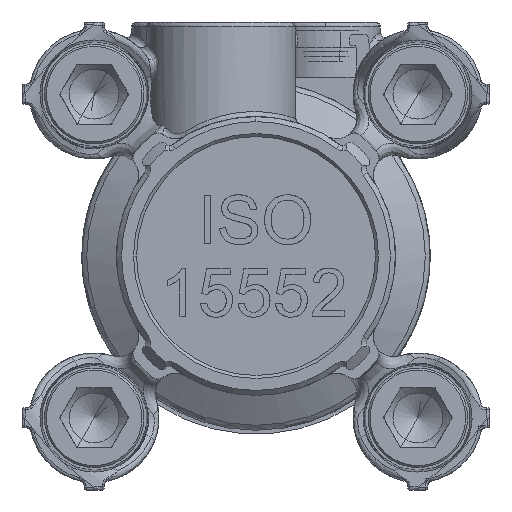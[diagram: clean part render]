
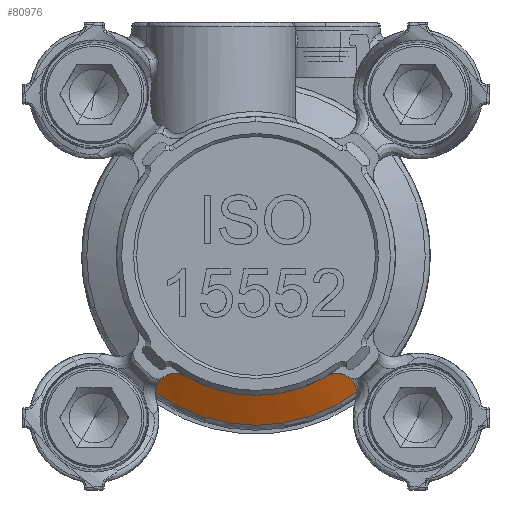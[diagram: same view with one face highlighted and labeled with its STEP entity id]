
A CAD part, front view. The second image highlights one B-rep face of the part: STEP entity #80976.
In plain terms, the highlighted conical face has half-angle 60 degrees and reference radius 17 mm.
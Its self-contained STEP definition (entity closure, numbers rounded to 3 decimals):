
#735 = CARTESIAN_POINT ( 'NONE',  ( 9.969, 21.016, -13.025 ) ) ;
#1672 = CARTESIAN_POINT ( 'NONE',  ( -9.722, 20.733, -12.596 ) ) ;
#2250 = CARTESIAN_POINT ( 'NONE',  ( 9.644, 20.644, -12.463 ) ) ;
#4271 = VERTEX_POINT ( 'NONE', #31276 ) ;
#7345 = CARTESIAN_POINT ( 'NONE',  ( -8.111, 19.808, -11.789 ) ) ;
#7896 = ORIENTED_EDGE ( 'NONE', *, *, #21762, .T. ) ;
#8388 = CARTESIAN_POINT ( 'NONE',  ( 7.439, 19.647, -11.899 ) ) ;
#8910 = CARTESIAN_POINT ( 'NONE',  ( 8.827, 20.107, -11.914 ) ) ;
#15680 = DIRECTION ( 'NONE',  ( 0., 1., 0. ) ) ;
#17839 = CARTESIAN_POINT ( 'NONE',  ( 0., 21.361, 0. ) ) ;
#21191 = CARTESIAN_POINT ( 'NONE',  ( -7.102, 19.629, -12.065 ) ) ;
#21762 = EDGE_CURVE ( 'NONE', #4271, #50689, #56569, .T. ) ;
#23722 = CARTESIAN_POINT ( 'NONE',  ( -8.932, 20.165, -11.961 ) ) ;
#24177 = ORIENTED_EDGE ( 'NONE', *, *, #87812, .T. ) ;
#24212 = CARTESIAN_POINT ( 'NONE',  ( -10.112, 21.361, -13.665 ) ) ;
#24276 = CARTESIAN_POINT ( 'NONE',  ( 9.407, 20.454, -12.23 ) ) ;
#24458 = CIRCLE ( 'NONE', #29358, 17. ) ;
#25237 = CARTESIAN_POINT ( 'NONE',  ( -9.771, 20.781, -12.664 ) ) ;
#25298 = CARTESIAN_POINT ( 'NONE',  ( 7.977, 19.763, -11.787 ) ) ;
#26815 = CARTESIAN_POINT ( 'NONE',  ( 0., 21.361, 0. ) ) ;
#28882 = CARTESIAN_POINT ( 'NONE',  ( -7.574, 19.673, -11.864 ) ) ;
#29358 = AXIS2_PLACEMENT_3D ( 'NONE', #17839, #55817, #39394 ) ;
#29376 = CARTESIAN_POINT ( 'NONE',  ( -7.931, 19.754, -11.798 ) ) ;
#29893 = CARTESIAN_POINT ( 'NONE',  ( -7.265, 19.634, -11.977 ) ) ;
#31228 = VERTEX_POINT ( 'NONE', #71184 ) ;
#31276 = CARTESIAN_POINT ( 'NONE',  ( 7.1, 19.629, -12.066 ) ) ;
#31460 = CARTESIAN_POINT ( 'NONE',  ( 9.899, 20.923, -12.874 ) ) ;
#32914 = CARTESIAN_POINT ( 'NONE',  ( -9.989, 21.018, -13.013 ) ) ;
#33495 = CARTESIAN_POINT ( 'NONE',  ( 8.983, 20.192, -11.982 ) ) ;
#33510 = CONICAL_SURFACE ( 'NONE', #45021, 17., 1.047 ) ;
#38086 = CARTESIAN_POINT ( 'NONE',  ( -7.797, 19.718, -11.814 ) ) ;
#38391 = B_SPLINE_CURVE_WITH_KNOTS ( 'NONE', 3,
 ( #21191, #67871, #29893, #99254, #52482, #46304, #28882, #60180, #38086, #29376, #60686, #77609, #7345, #92013, #38592, #52996, #45300, #94553, #23722, #46809, #56034, #64742, #63206, #54520, #95062, #87839, #39600, #86319, #85814, #1672, #25237, #87330, #32914, #86804, #24212 ),
 .UNSPECIFIED., .F., .F.,
 ( 4, 2, 2, 2, 2, 1, 2, 2, 2, 2, 1, 1, 2, 2, 2, 2, 2, 2, 4 ),
 ( 0., 0.062, 0.094, 0.125, 0.187, 0.219, 0.234, 0.25, 0.375, 0.437, 0.469, 0.484, 0.492, 0.5, 0.625, 0.687, 0.719, 0.75, 1. ),
 .UNSPECIFIED. ) ;
#38592 = CARTESIAN_POINT ( 'NONE',  ( -8.326, 19.88, -11.792 ) ) ;
#39394 = DIRECTION ( 'NONE',  ( 0., 0., 1. ) ) ;
#39600 = CARTESIAN_POINT ( 'NONE',  ( -9.566, 20.591, -12.407 ) ) ;
#40100 = DIRECTION ( 'NONE',  ( 0., 0., 1. ) ) ;
#41370 = EDGE_CURVE ( 'NONE', #63486, #4271, #43002, .T. ) ;
#41722 = CIRCLE ( 'NONE', #74600, 14. ) ;
#43002 = B_SPLINE_CURVE_WITH_KNOTS ( 'NONE', 3,
 ( #78665, #64287, #71977, #735, #31460, #2250, #24276, #33495, #8910, #70970, #86378, #25298, #94116, #8388, #72506, #85882 ),
 .UNSPECIFIED., .F., .F.,
 ( 4, 2, 2, 2, 2, 2, 2, 4 ),
 ( 0., 0.001, 0.001, 0.002, 0.003, 0.003, 0.004, 0.004 ),
 .UNSPECIFIED. ) ;
#45021 = AXIS2_PLACEMENT_3D ( 'NONE', #26815, #58132, #90434 ) ;
#45300 = CARTESIAN_POINT ( 'NONE',  ( -8.734, 20.061, -11.883 ) ) ;
#46304 = CARTESIAN_POINT ( 'NONE',  ( -7.527, 19.665, -11.878 ) ) ;
#46809 = CARTESIAN_POINT ( 'NONE',  ( -8.991, 20.198, -11.988 ) ) ;
#50689 = VERTEX_POINT ( 'NONE', #84896 ) ;
#52482 = CARTESIAN_POINT ( 'NONE',  ( -7.438, 19.652, -11.908 ) ) ;
#52996 = CARTESIAN_POINT ( 'NONE',  ( -8.492, 19.947, -11.815 ) ) ;
#53164 = DIRECTION ( 'NONE',  ( 0., 0., 1. ) ) ;
#54520 = CARTESIAN_POINT ( 'NONE',  ( -9.117, 20.274, -12.057 ) ) ;
#55817 = DIRECTION ( 'NONE',  ( 0., 1., 0. ) ) ;
#56034 = CARTESIAN_POINT ( 'NONE',  ( -9.059, 20.238, -12.024 ) ) ;
#56569 = CIRCLE ( 'NONE', #87687, 14. ) ;
#58132 = DIRECTION ( 'NONE',  ( 0., 1., 0. ) ) ;
#60180 = CARTESIAN_POINT ( 'NONE',  ( -7.708, 19.698, -11.83 ) ) ;
#60686 = CARTESIAN_POINT ( 'NONE',  ( -7.998, 19.773, -11.792 ) ) ;
#61862 = CARTESIAN_POINT ( 'NONE',  ( 0., 19.629, 0. ) ) ;
#62069 = CARTESIAN_POINT ( 'NONE',  ( -7.102, 19.629, -12.065 ) ) ;
#63206 = CARTESIAN_POINT ( 'NONE',  ( -9.107, 20.267, -12.051 ) ) ;
#63486 = VERTEX_POINT ( 'NONE', #95206 ) ;
#64287 = CARTESIAN_POINT ( 'NONE',  ( 10.099, 21.279, -13.498 ) ) ;
#64742 = CARTESIAN_POINT ( 'NONE',  ( -9.087, 20.256, -12.04 ) ) ;
#67871 = CARTESIAN_POINT ( 'NONE',  ( -7.182, 19.629, -12.018 ) ) ;
#70776 = ORIENTED_EDGE ( 'NONE', *, *, #97914, .F. ) ;
#70970 = CARTESIAN_POINT ( 'NONE',  ( 8.501, 19.953, -11.821 ) ) ;
#71184 = CARTESIAN_POINT ( 'NONE',  ( -10.112, 21.361, -13.665 ) ) ;
#71451 = ORIENTED_EDGE ( 'NONE', *, *, #88588, .T. ) ;
#71977 = CARTESIAN_POINT ( 'NONE',  ( 10.068, 21.194, -13.336 ) ) ;
#72506 = CARTESIAN_POINT ( 'NONE',  ( 7.263, 19.629, -11.97 ) ) ;
#74600 = AXIS2_PLACEMENT_3D ( 'NONE', #95049, #87312, #40100 ) ;
#77609 = CARTESIAN_POINT ( 'NONE',  ( -8.066, 19.794, -11.789 ) ) ;
#78665 = CARTESIAN_POINT ( 'NONE',  ( 10.11, 21.361, -13.667 ) ) ;
#80976 = ADVANCED_FACE ( 'NONE', ( #97180 ), #33510, .T. ) ;
#83220 = EDGE_LOOP ( 'NONE', ( #97321, #7896, #24177, #71451, #70776 ) ) ;
#84896 = CARTESIAN_POINT ( 'NONE',  ( 0., 19.629, -14. ) ) ;
#85629 = VERTEX_POINT ( 'NONE', #62069 ) ;
#85814 = CARTESIAN_POINT ( 'NONE',  ( -9.697, 20.709, -12.563 ) ) ;
#85882 = CARTESIAN_POINT ( 'NONE',  ( 7.1, 19.629, -12.066 ) ) ;
#86319 = CARTESIAN_POINT ( 'NONE',  ( -9.62, 20.638, -12.467 ) ) ;
#86378 = CARTESIAN_POINT ( 'NONE',  ( 8.332, 19.883, -11.794 ) ) ;
#86804 = CARTESIAN_POINT ( 'NONE',  ( -10.091, 21.195, -13.322 ) ) ;
#87312 = DIRECTION ( 'NONE',  ( 0., 1., 0. ) ) ;
#87330 = CARTESIAN_POINT ( 'NONE',  ( -9.795, 20.806, -12.7 ) ) ;
#87687 = AXIS2_PLACEMENT_3D ( 'NONE', #61862, #15680, #53164 ) ;
#87812 = EDGE_CURVE ( 'NONE', #50689, #85629, #41722, .T. ) ;
#87839 = CARTESIAN_POINT ( 'NONE',  ( -9.392, 20.454, -12.239 ) ) ;
#88588 = EDGE_CURVE ( 'NONE', #85629, #31228, #38391, .T. ) ;
#90434 = DIRECTION ( 'NONE',  ( 0., 0., 1. ) ) ;
#92013 = CARTESIAN_POINT ( 'NONE',  ( -8.135, 19.816, -11.789 ) ) ;
#94116 = CARTESIAN_POINT ( 'NONE',  ( 7.795, 19.714, -11.807 ) ) ;
#94553 = CARTESIAN_POINT ( 'NONE',  ( -8.814, 20.101, -11.911 ) ) ;
#95049 = CARTESIAN_POINT ( 'NONE',  ( 0., 19.629, 0. ) ) ;
#95062 = CARTESIAN_POINT ( 'NONE',  ( -9.265, 20.365, -12.143 ) ) ;
#95206 = CARTESIAN_POINT ( 'NONE',  ( 10.11, 21.361, -13.667 ) ) ;
#97180 = FACE_OUTER_BOUND ( 'NONE', #83220, .T. ) ;
#97321 = ORIENTED_EDGE ( 'NONE', *, *, #41370, .T. ) ;
#97914 = EDGE_CURVE ( 'NONE', #63486, #31228, #24458, .T. ) ;
#99254 = CARTESIAN_POINT ( 'NONE',  ( -7.394, 19.647, -11.924 ) ) ;
